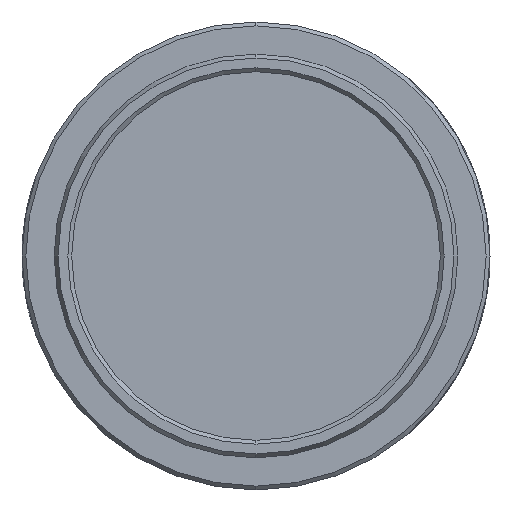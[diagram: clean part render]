
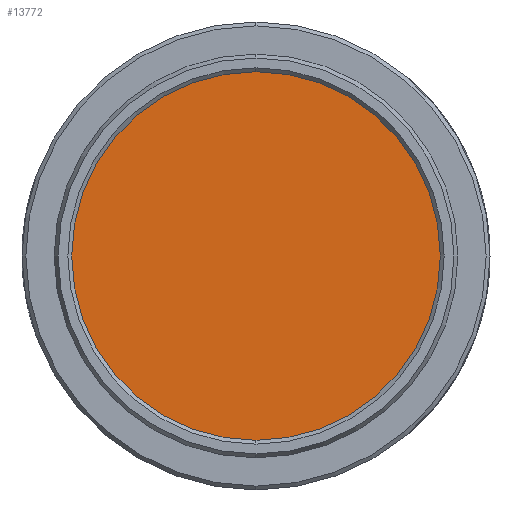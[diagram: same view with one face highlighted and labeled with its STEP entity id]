
A CAD part, left-side view. The second image highlights one B-rep face of the part: STEP entity #13772.
In plain terms, the highlighted planar face has unit normal (-1, 0, 0).
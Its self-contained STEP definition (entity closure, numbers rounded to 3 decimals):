
#486 = DIRECTION ( 'NONE',  ( 0., 0.139, -0.99 ) ) ;
#1665 = PLANE ( 'NONE',  #9548 ) ;
#2022 = CARTESIAN_POINT ( 'NONE',  ( -7.62, 0., 0. ) ) ;
#2322 = ORIENTED_EDGE ( 'NONE', *, *, #6693, .F. ) ;
#2702 = ORIENTED_EDGE ( 'NONE', *, *, #14237, .F. ) ;
#3589 = CIRCLE ( 'NONE', #10845, 12.7 ) ;
#4358 = DIRECTION ( 'NONE',  ( 1., 0., 0. ) ) ;
#4415 = DIRECTION ( 'NONE',  ( 0., 0.139, -0.99 ) ) ;
#4714 = VERTEX_POINT ( 'NONE', #7707 ) ;
#4949 = EDGE_LOOP ( 'NONE', ( #2702, #2322 ) ) ;
#5096 = FACE_OUTER_BOUND ( 'NONE', #4949, .T. ) ;
#5912 = DIRECTION ( 'NONE',  ( 1., 0., 0. ) ) ;
#6693 = EDGE_CURVE ( 'NONE', #4714, #13785, #13152, .T. ) ;
#7610 = CARTESIAN_POINT ( 'NONE',  ( -7.62, 0., 0. ) ) ;
#7707 = CARTESIAN_POINT ( 'NONE',  ( -7.62, -1.766, 12.577 ) ) ;
#8246 = DIRECTION ( 'NONE',  ( 0., 0.139, -0.99 ) ) ;
#8779 = CARTESIAN_POINT ( 'NONE',  ( -7.62, 1.766, -12.577 ) ) ;
#8803 = DIRECTION ( 'NONE',  ( 1., 0., 0. ) ) ;
#9548 = AXIS2_PLACEMENT_3D ( 'NONE', #2022, #4358, #4415 ) ;
#10845 = AXIS2_PLACEMENT_3D ( 'NONE', #15364, #5912, #8246 ) ;
#12578 = AXIS2_PLACEMENT_3D ( 'NONE', #7610, #8803, #486 ) ;
#13152 = CIRCLE ( 'NONE', #12578, 12.7 ) ;
#13772 = ADVANCED_FACE ( 'NONE', ( #5096 ), #1665, .F. ) ;
#13785 = VERTEX_POINT ( 'NONE', #8779 ) ;
#14237 = EDGE_CURVE ( 'NONE', #13785, #4714, #3589, .T. ) ;
#15364 = CARTESIAN_POINT ( 'NONE',  ( -7.62, 0., 0. ) ) ;
